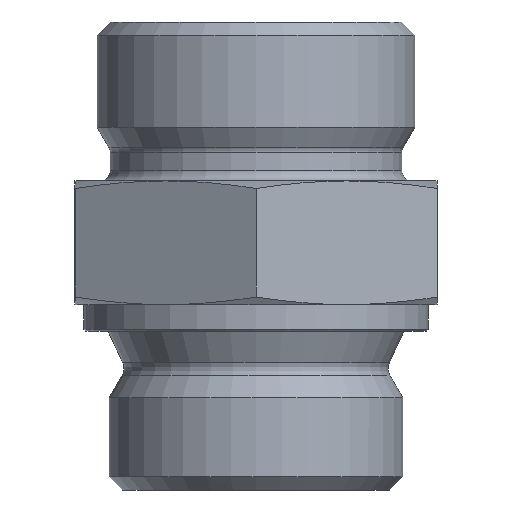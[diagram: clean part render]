
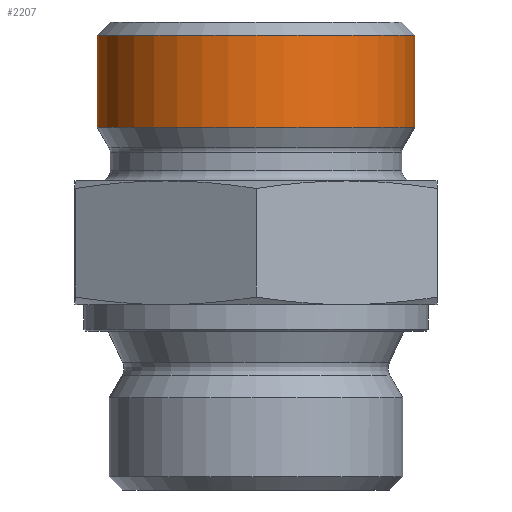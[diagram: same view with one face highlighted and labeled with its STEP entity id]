
A CAD part, front view. The second image highlights one B-rep face of the part: STEP entity #2207.
In plain terms, the highlighted cylindrical face has radius 18 mm (diameter 36 mm), a full revolution.
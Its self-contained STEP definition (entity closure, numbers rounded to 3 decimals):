
#2161=CARTESIAN_POINT('',(12.568,3.545,41.098));
#2162=VERTEX_POINT('',#2161);
#2163=CARTESIAN_POINT('',(-5.432,3.545,41.098));
#2164=DIRECTION('',(0.0,0.0,-1.0));
#2165=DIRECTION('',(-1.0,0.0,0.0));
#2166=AXIS2_PLACEMENT_3D('',#2163,#2164,#2165);
#2167=CIRCLE('',#2166,18.0);
#2168=EDGE_CURVE('',#2162,#2162,#2167,.T.);
#2188=CARTESIAN_POINT('',(-5.432,3.545,53.));
#2189=DIRECTION('',(0.0,0.0,-1.0));
#2190=DIRECTION('',(-1.0,0.0,0.0));
#2191=AXIS2_PLACEMENT_3D('',#2188,#2189,#2190);
#2192=CYLINDRICAL_SURFACE('',#2191,18.0);
#2193=CARTESIAN_POINT('',(12.568,3.545,51.5));
#2194=VERTEX_POINT('',#2193);
#2195=CARTESIAN_POINT('',(-5.432,3.545,51.5));
#2196=DIRECTION('',(0.0,0.0,1.0));
#2197=DIRECTION('',(-1.0,0.0,0.0));
#2198=AXIS2_PLACEMENT_3D('',#2195,#2196,#2197);
#2199=CIRCLE('',#2198,18.0);
#2200=EDGE_CURVE('',#2194,#2194,#2199,.T.);
#2201=ORIENTED_EDGE('',*,*,#2200,.F.);
#2202=EDGE_LOOP('',(#2201));
#2203=FACE_OUTER_BOUND('',#2202,.T.);
#2204=ORIENTED_EDGE('',*,*,#2168,.F.);
#2205=EDGE_LOOP('',(#2204));
#2206=FACE_BOUND('',#2205,.T.);
#2207=ADVANCED_FACE('',(#2203,#2206),#2192,.T.);
